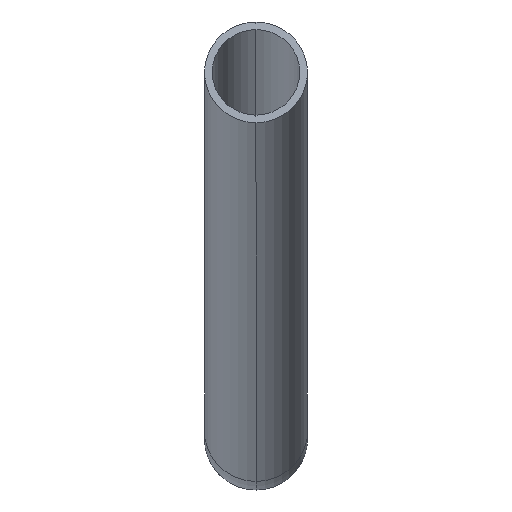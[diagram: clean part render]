
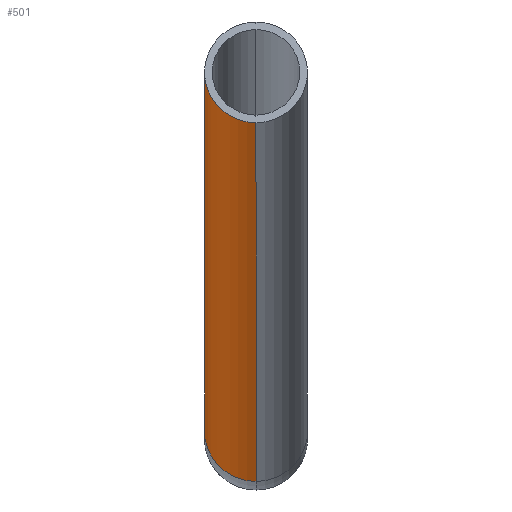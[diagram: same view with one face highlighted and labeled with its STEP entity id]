
A CAD part, left-side view. The second image highlights one B-rep face of the part: STEP entity #501.
In plain terms, the highlighted cylindrical face has radius 21.2 mm (diameter 42.4 mm), a partial arc.
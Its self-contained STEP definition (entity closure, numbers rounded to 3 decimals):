
#10 = LINE ( 'NONE', #491, #281 ) ;
#55 = DIRECTION ( 'NONE',  ( -0.208, 0., -0.978 ) ) ;
#104 = EDGE_CURVE ( 'NONE', #1103, #136, #308, .T. ) ;
#111 = DIRECTION ( 'NONE',  ( 0.978, 0., -0.208 ) ) ;
#136 = VERTEX_POINT ( 'NONE', #354 ) ;
#183 = DIRECTION ( 'NONE',  ( 0.978, 0., -0.208 ) ) ;
#194 = EDGE_CURVE ( 'NONE', #451, #136, #1211, .T. ) ;
#198 = EDGE_LOOP ( 'NONE', ( #590, #328, #1202, #372 ) ) ;
#281 = VECTOR ( 'NONE', #111, 1000. ) ;
#308 = CIRCLE ( 'NONE', #1014, 21.2 ) ;
#328 = ORIENTED_EDGE ( 'NONE', *, *, #194, .T. ) ;
#353 = VECTOR ( 'NONE', #734, 1000. ) ;
#354 = CARTESIAN_POINT ( 'NONE',  ( -54.843, 0., 23.796 ) ) ;
#360 = CYLINDRICAL_SURFACE ( 'NONE', #1150, 21.2 ) ;
#372 = ORIENTED_EDGE ( 'NONE', *, *, #890, .F. ) ;
#394 = DIRECTION ( 'NONE',  ( -0.978, 0., 0.208 ) ) ;
#451 = VERTEX_POINT ( 'NONE', #1141 ) ;
#458 = DIRECTION ( 'NONE',  ( 0.978, 0., -0.208 ) ) ;
#491 = CARTESIAN_POINT ( 'NONE',  ( -758.422, 0., 129.999 ) ) ;
#501 = ADVANCED_FACE ( 'NONE', ( #1041 ), #360, .T. ) ;
#539 = VERTEX_POINT ( 'NONE', #1149 ) ;
#562 = DIRECTION ( 'NONE',  ( -0.208, 0., -0.978 ) ) ;
#566 = AXIS2_PLACEMENT_3D ( 'NONE', #759, #394, #766 ) ;
#572 = EDGE_CURVE ( 'NONE', #451, #539, #1008, .T. ) ;
#590 = ORIENTED_EDGE ( 'NONE', *, *, #572, .F. ) ;
#663 = CARTESIAN_POINT ( 'NONE',  ( -63.658, 0., -17.677 ) ) ;
#734 = DIRECTION ( 'NONE',  ( 0.978, 0., -0.208 ) ) ;
#748 = CARTESIAN_POINT ( 'NONE',  ( -754.014, 0., 150.736 ) ) ;
#759 = CARTESIAN_POINT ( 'NONE',  ( -754.014, 0., 150.736 ) ) ;
#766 = DIRECTION ( 'NONE',  ( 0.208, 0., 0.978 ) ) ;
#890 = EDGE_CURVE ( 'NONE', #539, #1103, #10, .T. ) ;
#1008 = CIRCLE ( 'NONE', #566, 21.2 ) ;
#1011 = CARTESIAN_POINT ( 'NONE',  ( -749.607, 0., 171.473 ) ) ;
#1014 = AXIS2_PLACEMENT_3D ( 'NONE', #1111, #458, #55 ) ;
#1041 = FACE_OUTER_BOUND ( 'NONE', #198, .T. ) ;
#1103 = VERTEX_POINT ( 'NONE', #663 ) ;
#1111 = CARTESIAN_POINT ( 'NONE',  ( -59.25, 0., 3.059 ) ) ;
#1141 = CARTESIAN_POINT ( 'NONE',  ( -749.607, 0., 171.473 ) ) ;
#1149 = CARTESIAN_POINT ( 'NONE',  ( -758.422, 0., 129.999 ) ) ;
#1150 = AXIS2_PLACEMENT_3D ( 'NONE', #748, #183, #562 ) ;
#1202 = ORIENTED_EDGE ( 'NONE', *, *, #104, .F. ) ;
#1211 = LINE ( 'NONE', #1011, #353 ) ;
